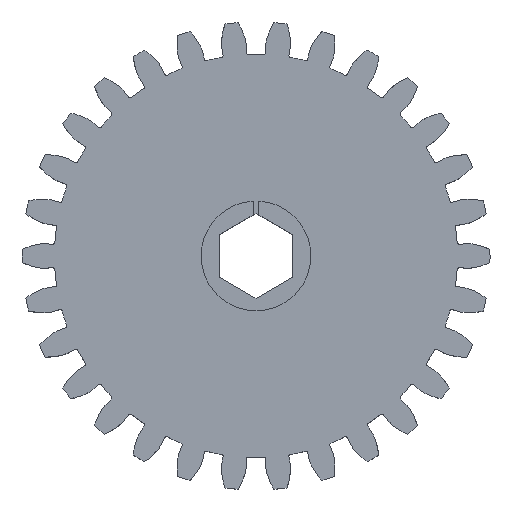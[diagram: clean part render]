
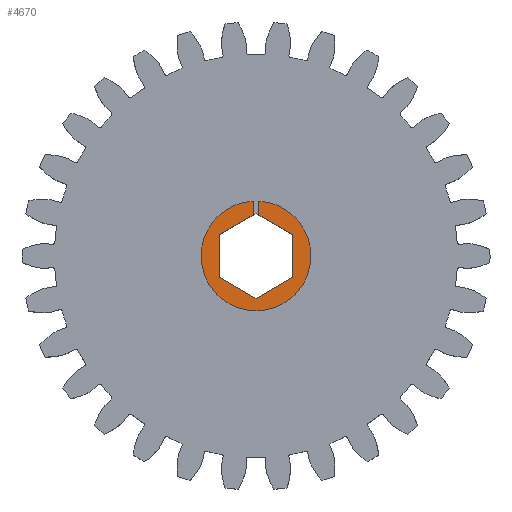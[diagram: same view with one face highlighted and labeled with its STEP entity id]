
A CAD part, top view. The second image highlights one B-rep face of the part: STEP entity #4670.
In plain terms, the highlighted planar face has unit normal (0, 0, 1).
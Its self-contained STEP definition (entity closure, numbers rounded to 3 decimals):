
#202=CIRCLE('',#4937,9.525);
#567=FACE_OUTER_BOUND('',#819,.T.);
#819=EDGE_LOOP('',(#3108,#3109,#3110,#3111,#3112,#3113,#3114,#3115,#3116));
#1072=LINE('',#6640,#1460);
#1076=LINE('',#6652,#1464);
#1078=LINE('',#6656,#1466);
#1079=LINE('',#6658,#1467);
#1080=LINE('',#6660,#1468);
#1081=LINE('',#6662,#1469);
#1082=LINE('',#6664,#1470);
#1083=LINE('',#6665,#1471);
#1460=VECTOR('',#5377,10.);
#1464=VECTOR('',#5389,10.);
#1466=VECTOR('',#5393,10.);
#1467=VECTOR('',#5394,10.);
#1468=VECTOR('',#5395,10.);
#1469=VECTOR('',#5396,10.);
#1470=VECTOR('',#5397,10.);
#1471=VECTOR('',#5398,10.);
#1848=VERTEX_POINT('',#6637);
#1849=VERTEX_POINT('',#6639);
#1851=VERTEX_POINT('',#6645);
#1853=VERTEX_POINT('',#6651);
#1854=VERTEX_POINT('',#6655);
#1855=VERTEX_POINT('',#6657);
#1856=VERTEX_POINT('',#6659);
#1857=VERTEX_POINT('',#6661);
#1858=VERTEX_POINT('',#6663);
#2348=EDGE_CURVE('',#1849,#1848,#1072,.T.);
#2351=EDGE_CURVE('',#1851,#1849,#202,.T.);
#2354=EDGE_CURVE('',#1853,#1851,#1076,.T.);
#2356=EDGE_CURVE('',#1848,#1854,#1078,.T.);
#2357=EDGE_CURVE('',#1854,#1855,#1079,.T.);
#2358=EDGE_CURVE('',#1855,#1856,#1080,.T.);
#2359=EDGE_CURVE('',#1856,#1857,#1081,.T.);
#2360=EDGE_CURVE('',#1857,#1858,#1082,.T.);
#2361=EDGE_CURVE('',#1858,#1853,#1083,.T.);
#3108=ORIENTED_EDGE('',*,*,#2356,.T.);
#3109=ORIENTED_EDGE('',*,*,#2357,.T.);
#3110=ORIENTED_EDGE('',*,*,#2358,.T.);
#3111=ORIENTED_EDGE('',*,*,#2359,.T.);
#3112=ORIENTED_EDGE('',*,*,#2360,.T.);
#3113=ORIENTED_EDGE('',*,*,#2361,.T.);
#3114=ORIENTED_EDGE('',*,*,#2354,.T.);
#3115=ORIENTED_EDGE('',*,*,#2351,.T.);
#3116=ORIENTED_EDGE('',*,*,#2348,.T.);
#4598=PLANE('',#4939);
#4670=ADVANCED_FACE('',(#567),#4598,.T.);
#4937=AXIS2_PLACEMENT_3D('',#6646,#5383,#5384);
#4939=AXIS2_PLACEMENT_3D('',#6654,#5391,#5392);
#5377=DIRECTION('',(0.,-1.,0.));
#5383=DIRECTION('center_axis',(0.,0.,1.));
#5384=DIRECTION('ref_axis',(-0.053,0.999,0.));
#5389=DIRECTION('',(0.,1.,0.));
#5391=DIRECTION('center_axis',(0.,0.,1.));
#5392=DIRECTION('ref_axis',(-1.,0.,0.));
#5393=DIRECTION('',(0.866,-0.5,0.));
#5394=DIRECTION('',(0.,-1.,0.));
#5395=DIRECTION('',(-0.866,-0.5,0.));
#5396=DIRECTION('',(-0.866,0.5,0.));
#5397=DIRECTION('',(0.,1.,0.));
#5398=DIRECTION('',(0.866,0.5,0.));
#6637=CARTESIAN_POINT('',(0.508,7.085,11.079));
#6639=CARTESIAN_POINT('',(0.508,9.511,11.079));
#6640=CARTESIAN_POINT('',(0.508,7.085,11.079));
#6645=CARTESIAN_POINT('',(-0.508,9.511,11.079));
#6646=CARTESIAN_POINT('Origin',(0.,0.,11.079));
#6651=CARTESIAN_POINT('',(-0.508,7.085,11.079));
#6652=CARTESIAN_POINT('',(-0.508,7.085,11.079));
#6654=CARTESIAN_POINT('Origin',(0.,-0.007,11.079));
#6655=CARTESIAN_POINT('',(6.39,3.689,11.079));
#6656=CARTESIAN_POINT('',(0.,7.379,11.079));
#6657=CARTESIAN_POINT('',(6.39,-3.689,11.079));
#6658=CARTESIAN_POINT('',(6.39,3.689,11.079));
#6659=CARTESIAN_POINT('',(0.,-7.379,11.079));
#6660=CARTESIAN_POINT('',(6.39,-3.689,11.079));
#6661=CARTESIAN_POINT('',(-6.39,-3.689,11.079));
#6662=CARTESIAN_POINT('',(0.,-7.379,11.079));
#6663=CARTESIAN_POINT('',(-6.39,3.689,11.079));
#6664=CARTESIAN_POINT('',(-6.39,-3.689,11.079));
#6665=CARTESIAN_POINT('',(-6.39,3.689,11.079));
